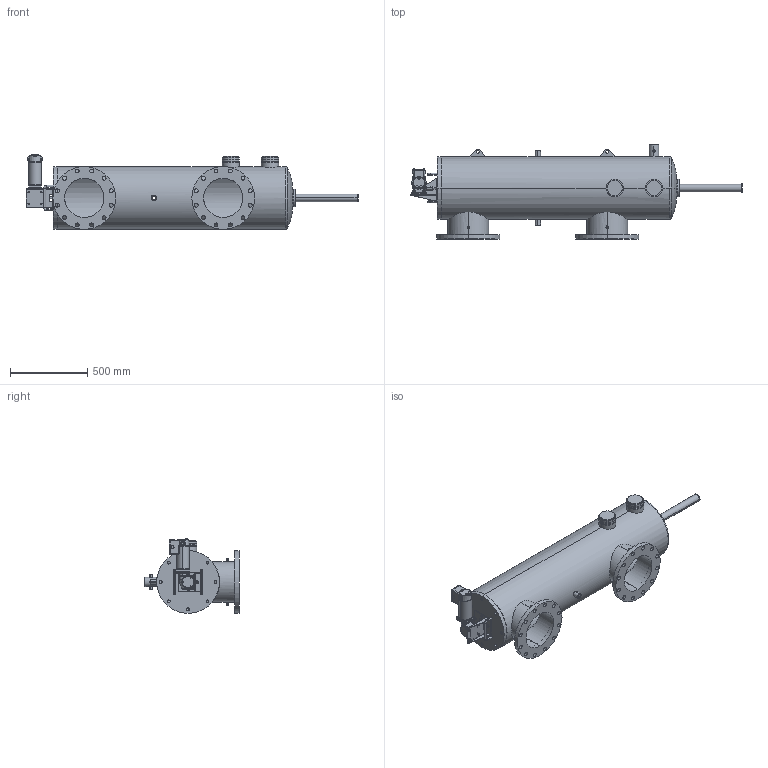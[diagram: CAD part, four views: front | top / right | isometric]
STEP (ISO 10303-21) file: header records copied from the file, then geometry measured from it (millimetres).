
FILE_DESCRIPTION (( 'STEP AP203' ), '1' );
FILE_NAME ('C10-180-LP.STEP', '2020-09-23T11:43:02', ( '' ), ( '' ), 'SwSTEP 2.0', 'SolidWorks 2018', '' );
FILE_SCHEMA (( 'CONFIG_CONTROL_DESIGN' ));
Length unit declared in the file: millimetre
Products named in the file (8): Washdown mounting bracket; Washdown drive shaft; C10-180 for LP; simp; simp2; Motor assem; C10-180-LP; reduced size motor
Assembly tree (13 placements, depth 3):
  C10-180-LP
    C10-180 for LP
    Motor assem
      Washdown drive shaft
      Washdown mounting bracket
      reduced size motor
      simp  x4
      simp2  x4
Bounding box: 2150.62 x 609.6 x 483.8 mm (x, y, z)
Volume: 21536895.6 mm3; surface area: 5646469.9 mm2
Topology: 24 solids, 24 shells, 1053 faces, 2695 edges, 1738 vertices
Faces by surface type: plane 505, cylinder 401, torus 64, bspline 58, cone 21, sphere 4
Entity records: 37539 total; most frequent: CARTESIAN_POINT 13286, ORIENTED_EDGE 4910, DIRECTION 4744, EDGE_CURVE 2455, AXIS2_PLACEMENT_3D 1726, VERTEX_POINT 1582, LINE 1292, VECTOR 1292
